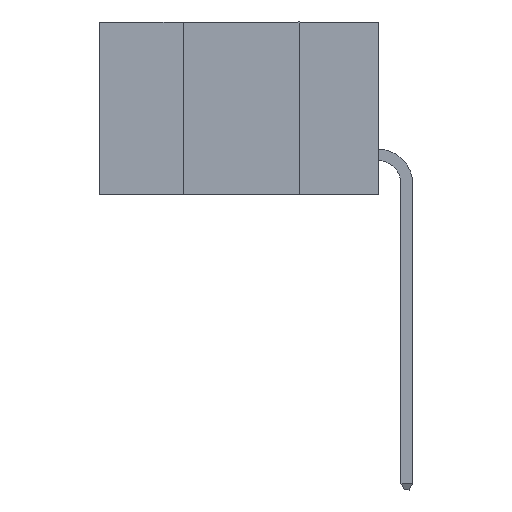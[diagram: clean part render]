
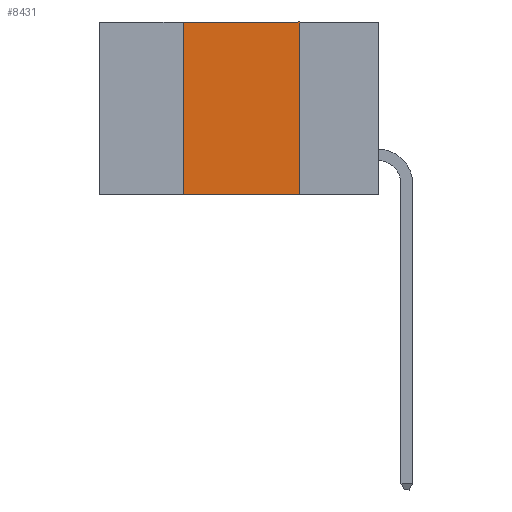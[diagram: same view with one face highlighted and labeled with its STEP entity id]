
A CAD part, left-side view. The second image highlights one B-rep face of the part: STEP entity #8431.
In plain terms, the highlighted planar face has unit normal (-1, 0, 0).
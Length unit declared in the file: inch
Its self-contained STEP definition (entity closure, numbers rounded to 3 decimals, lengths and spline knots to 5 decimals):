
#189 = DIRECTION ( 'NONE',  ( 0., -1., 0. ) ) ;
#813 = ORIENTED_EDGE ( 'NONE', *, *, #10846, .F. ) ;
#866 = VECTOR ( 'NONE', #10989, 39.37008 ) ;
#1213 = VERTEX_POINT ( 'NONE', #3357 ) ;
#2563 = EDGE_CURVE ( 'NONE', #1213, #4588, #6367, .T. ) ;
#3023 = ORIENTED_EDGE ( 'NONE', *, *, #4994, .F. ) ;
#3156 = FACE_OUTER_BOUND ( 'NONE', #9325, .T. ) ;
#3357 = CARTESIAN_POINT ( 'NONE',  ( 0., 0.42, -0.37 ) ) ;
#3517 = LINE ( 'NONE', #11116, #10893 ) ;
#3783 = CARTESIAN_POINT ( 'NONE',  ( 0., 0.17, -0.37 ) ) ;
#4140 = CARTESIAN_POINT ( 'NONE',  ( 0., 0.6, 0. ) ) ;
#4319 = DIRECTION ( 'NONE',  ( 0., 0., -1. ) ) ;
#4588 = VERTEX_POINT ( 'NONE', #3783 ) ;
#4838 = EDGE_CURVE ( 'NONE', #5665, #11596, #9588, .T. ) ;
#4971 = PLANE ( 'NONE',  #5585 ) ;
#4994 = EDGE_CURVE ( 'NONE', #1213, #5665, #3517, .T. ) ;
#5585 = AXIS2_PLACEMENT_3D ( 'NONE', #4140, #5958, #9784 ) ;
#5665 = VERTEX_POINT ( 'NONE', #9983 ) ;
#5696 = CARTESIAN_POINT ( 'NONE',  ( 0., 0.6, 0. ) ) ;
#5958 = DIRECTION ( 'NONE',  ( 1., 0., 0. ) ) ;
#6191 = ORIENTED_EDGE ( 'NONE', *, *, #4838, .F. ) ;
#6367 = LINE ( 'NONE', #7204, #866 ) ;
#6627 = VECTOR ( 'NONE', #4319, 39.37008 ) ;
#7204 = CARTESIAN_POINT ( 'NONE',  ( 0., 0.6, -0.37 ) ) ;
#7775 = LINE ( 'NONE', #10684, #6627 ) ;
#8431 = ADVANCED_FACE ( 'NONE', ( #3156 ), #4971, .F. ) ;
#8787 = VECTOR ( 'NONE', #189, 39.37008 ) ;
#8907 = ORIENTED_EDGE ( 'NONE', *, *, #2563, .T. ) ;
#9325 = EDGE_LOOP ( 'NONE', ( #813, #6191, #3023, #8907 ) ) ;
#9588 = LINE ( 'NONE', #5696, #8787 ) ;
#9784 = DIRECTION ( 'NONE',  ( 0., 0., -1. ) ) ;
#9983 = CARTESIAN_POINT ( 'NONE',  ( 0., 0.42, 0. ) ) ;
#10684 = CARTESIAN_POINT ( 'NONE',  ( 0., 0.17, -0.37 ) ) ;
#10846 = EDGE_CURVE ( 'NONE', #11596, #4588, #7775, .T. ) ;
#10893 = VECTOR ( 'NONE', #11927, 39.37008 ) ;
#10989 = DIRECTION ( 'NONE',  ( 0., -1., 0. ) ) ;
#11116 = CARTESIAN_POINT ( 'NONE',  ( 0., 0.42, -0.37 ) ) ;
#11596 = VERTEX_POINT ( 'NONE', #12148 ) ;
#11927 = DIRECTION ( 'NONE',  ( 0., 0., 1. ) ) ;
#12148 = CARTESIAN_POINT ( 'NONE',  ( 0., 0.17, 0. ) ) ;
